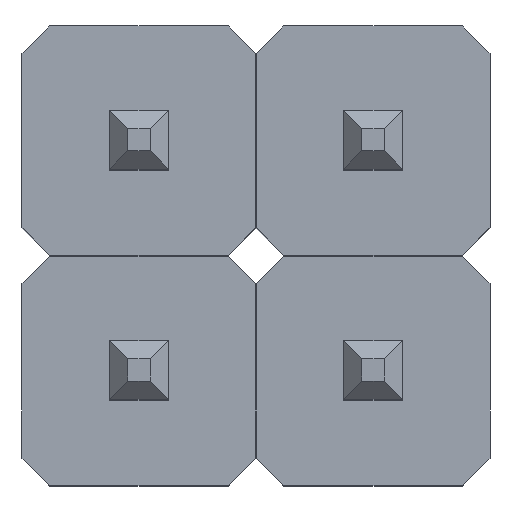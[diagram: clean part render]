
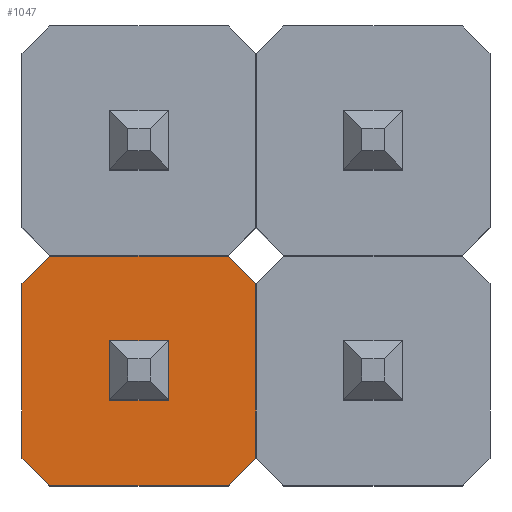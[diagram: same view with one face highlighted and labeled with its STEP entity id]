
A CAD part, top view. The second image highlights one B-rep face of the part: STEP entity #1047.
In plain terms, the highlighted planar face has unit normal (0, 0, 1).
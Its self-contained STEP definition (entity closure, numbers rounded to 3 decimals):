
#39=FACE_BOUND('',#108,.T.);
#43=FACE_OUTER_BOUND('',#107,.T.);
#107=EDGE_LOOP('',(#695,#696,#697,#698,#699,#700,#701,#702));
#108=EDGE_LOOP('',(#703,#704,#705,#706));
#175=LINE('',#1500,#319);
#176=LINE('',#1502,#320);
#177=LINE('',#1504,#321);
#178=LINE('',#1506,#322);
#179=LINE('',#1508,#323);
#180=LINE('',#1510,#324);
#181=LINE('',#1512,#325);
#182=LINE('',#1513,#326);
#183=LINE('',#1516,#327);
#184=LINE('',#1518,#328);
#185=LINE('',#1520,#329);
#186=LINE('',#1521,#330);
#319=VECTOR('',#1215,1000.);
#320=VECTOR('',#1216,1000.);
#321=VECTOR('',#1217,1000.);
#322=VECTOR('',#1218,1000.);
#323=VECTOR('',#1219,1000.);
#324=VECTOR('',#1220,1000.);
#325=VECTOR('',#1221,1000.);
#326=VECTOR('',#1222,1000.);
#327=VECTOR('',#1223,1000.);
#328=VECTOR('',#1224,1000.);
#329=VECTOR('',#1225,1000.);
#330=VECTOR('',#1226,1000.);
#463=VERTEX_POINT('',#1498);
#464=VERTEX_POINT('',#1499);
#465=VERTEX_POINT('',#1501);
#466=VERTEX_POINT('',#1503);
#467=VERTEX_POINT('',#1505);
#468=VERTEX_POINT('',#1507);
#469=VERTEX_POINT('',#1509);
#470=VERTEX_POINT('',#1511);
#471=VERTEX_POINT('',#1514);
#472=VERTEX_POINT('',#1515);
#473=VERTEX_POINT('',#1517);
#474=VERTEX_POINT('',#1519);
#551=EDGE_CURVE('',#463,#464,#175,.T.);
#552=EDGE_CURVE('',#465,#464,#176,.T.);
#553=EDGE_CURVE('',#465,#466,#177,.T.);
#554=EDGE_CURVE('',#467,#466,#178,.T.);
#555=EDGE_CURVE('',#467,#468,#179,.T.);
#556=EDGE_CURVE('',#469,#468,#180,.T.);
#557=EDGE_CURVE('',#469,#470,#181,.T.);
#558=EDGE_CURVE('',#463,#470,#182,.T.);
#559=EDGE_CURVE('',#471,#472,#183,.T.);
#560=EDGE_CURVE('',#471,#473,#184,.T.);
#561=EDGE_CURVE('',#474,#473,#185,.T.);
#562=EDGE_CURVE('',#472,#474,#186,.T.);
#695=ORIENTED_EDGE('',*,*,#551,.T.);
#696=ORIENTED_EDGE('',*,*,#552,.F.);
#697=ORIENTED_EDGE('',*,*,#553,.T.);
#698=ORIENTED_EDGE('',*,*,#554,.F.);
#699=ORIENTED_EDGE('',*,*,#555,.T.);
#700=ORIENTED_EDGE('',*,*,#556,.F.);
#701=ORIENTED_EDGE('',*,*,#557,.T.);
#702=ORIENTED_EDGE('',*,*,#558,.F.);
#703=ORIENTED_EDGE('',*,*,#559,.F.);
#704=ORIENTED_EDGE('',*,*,#560,.T.);
#705=ORIENTED_EDGE('',*,*,#561,.F.);
#706=ORIENTED_EDGE('',*,*,#562,.F.);
#983=PLANE('',#1140);
#1047=ADVANCED_FACE('',(#43,#39),#983,.T.);
#1140=AXIS2_PLACEMENT_3D('',#1497,#1213,#1214);
#1213=DIRECTION('center_axis',(0.,0.,1.));
#1214=DIRECTION('ref_axis',(1.,0.,0.));
#1215=DIRECTION('',(0.,1.,0.));
#1216=DIRECTION('',(0.707,-0.707,0.));
#1217=DIRECTION('',(-1.,0.,0.));
#1218=DIRECTION('',(0.707,0.707,0.));
#1219=DIRECTION('',(0.,-1.,0.));
#1220=DIRECTION('',(-0.707,0.707,0.));
#1221=DIRECTION('',(1.,0.,0.));
#1222=DIRECTION('',(-0.707,-0.707,0.));
#1223=DIRECTION('',(0.,1.,0.));
#1224=DIRECTION('',(-1.,0.,0.));
#1225=DIRECTION('',(0.,-1.,0.));
#1226=DIRECTION('',(-1.,0.,0.));
#1497=CARTESIAN_POINT('Origin',(-1.27,1.245,2.29));
#1498=CARTESIAN_POINT('',(1.27,-0.945,2.29));
#1499=CARTESIAN_POINT('',(1.27,0.945,2.29));
#1500=CARTESIAN_POINT('',(1.27,1.245,2.29));
#1501=CARTESIAN_POINT('',(0.97,1.245,2.29));
#1502=CARTESIAN_POINT('',(1.12,1.095,2.29));
#1503=CARTESIAN_POINT('',(-0.97,1.245,2.29));
#1504=CARTESIAN_POINT('',(-1.27,1.245,2.29));
#1505=CARTESIAN_POINT('',(-1.27,0.945,2.29));
#1506=CARTESIAN_POINT('',(-1.12,1.095,2.29));
#1507=CARTESIAN_POINT('',(-1.27,-0.945,2.29));
#1508=CARTESIAN_POINT('',(-1.27,1.245,2.29));
#1509=CARTESIAN_POINT('',(-0.97,-1.245,2.29));
#1510=CARTESIAN_POINT('',(-1.12,-1.095,2.29));
#1511=CARTESIAN_POINT('',(0.97,-1.245,2.29));
#1512=CARTESIAN_POINT('',(-1.27,-1.245,2.29));
#1513=CARTESIAN_POINT('',(1.12,-1.095,2.29));
#1514=CARTESIAN_POINT('',(0.32,-0.32,2.29));
#1515=CARTESIAN_POINT('',(0.32,0.32,2.29));
#1516=CARTESIAN_POINT('',(0.32,0.32,2.29));
#1517=CARTESIAN_POINT('',(-0.32,-0.32,2.29));
#1518=CARTESIAN_POINT('',(-1.27,-0.32,2.29));
#1519=CARTESIAN_POINT('',(-0.32,0.32,2.29));
#1520=CARTESIAN_POINT('',(-0.32,-0.32,2.29));
#1521=CARTESIAN_POINT('',(-0.32,0.32,2.29));
